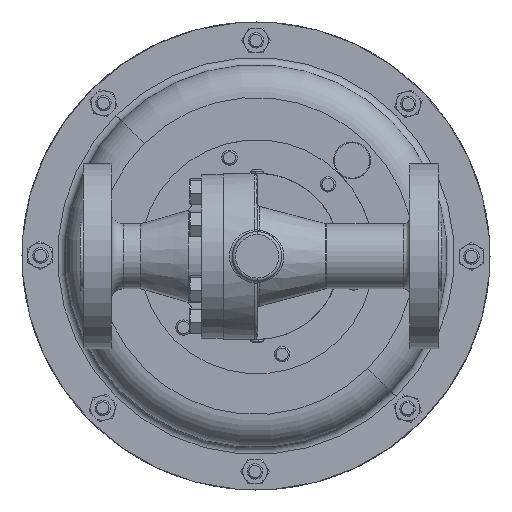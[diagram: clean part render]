
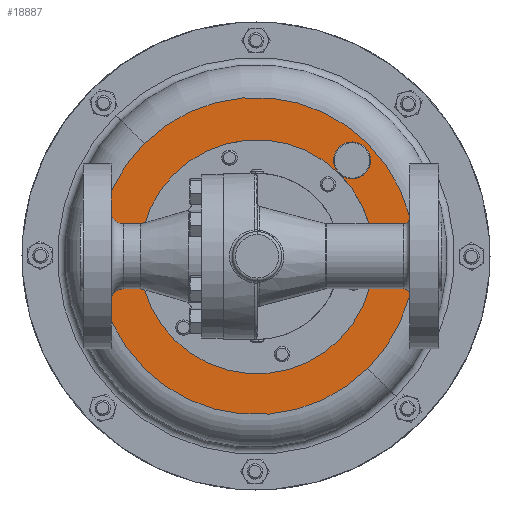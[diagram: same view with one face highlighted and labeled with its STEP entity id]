
A CAD part, front view. The second image highlights one B-rep face of the part: STEP entity #18887.
In plain terms, the highlighted planar face has unit normal (0, -1, 0).
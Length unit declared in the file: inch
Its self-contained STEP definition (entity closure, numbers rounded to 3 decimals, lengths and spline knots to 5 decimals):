
#86 = EDGE_CURVE ( 'NONE', #4829, #6756, #14132, .T. ) ;
#118 = VERTEX_POINT ( 'NONE', #7893 ) ;
#140 = CIRCLE ( 'NONE', #14250, 3.219 ) ;
#143 = ORIENTED_EDGE ( 'NONE', *, *, #13385, .F. ) ;
#383 = ORIENTED_EDGE ( 'NONE', *, *, #14984, .T. ) ;
#1887 = VERTEX_POINT ( 'NONE', #20143 ) ;
#2219 = EDGE_LOOP ( 'NONE', ( #7627, #143 ) ) ;
#2421 = CIRCLE ( 'NONE', #5839, 2.375 ) ;
#2754 = CARTESIAN_POINT ( 'NONE',  ( 1.49906, 9.12924, 6.36946 ) ) ;
#2757 = VERTEX_POINT ( 'NONE', #18662 ) ;
#3369 = DIRECTION ( 'NONE',  ( 0., 1., 0. ) ) ;
#3848 = CIRCLE ( 'NONE', #19578, 3.219 ) ;
#4522 = EDGE_LOOP ( 'NONE', ( #12788, #19035, #383, #8652, #17782, #7448 ) ) ;
#4829 = VERTEX_POINT ( 'NONE', #2754 ) ;
#5278 = AXIS2_PLACEMENT_3D ( 'NONE', #5783, #16898, #7514 ) ;
#5783 = CARTESIAN_POINT ( 'NONE',  ( 2.06037, 9.12924, 6.40329 ) ) ;
#5839 = AXIS2_PLACEMENT_3D ( 'NONE', #17113, #7707, #18708 ) ;
#6403 = CARTESIAN_POINT ( 'NONE',  ( -0.20494, 9.12924, 4.11636 ) ) ;
#6756 = VERTEX_POINT ( 'NONE', #19673 ) ;
#7448 = ORIENTED_EDGE ( 'NONE', *, *, #9633, .T. ) ;
#7514 = DIRECTION ( 'NONE',  ( 0.705, 0., -0.709 ) ) ;
#7627 = ORIENTED_EDGE ( 'NONE', *, *, #20015, .F. ) ;
#7707 = DIRECTION ( 'NONE',  ( 0., 1., 0. ) ) ;
#7893 = CARTESIAN_POINT ( 'NONE',  ( 1.48901, 9.12924, 2.45168 ) ) ;
#7981 = CARTESIAN_POINT ( 'NONE',  ( -0.20494, 9.12924, 4.11636 ) ) ;
#8030 = DIRECTION ( 'NONE',  ( -0.713, 0., 0.701 ) ) ;
#8584 = CARTESIAN_POINT ( 'NONE',  ( -0.22109, 9.12924, 4.13241 ) ) ;
#8652 = ORIENTED_EDGE ( 'NONE', *, *, #17685, .T. ) ;
#8667 = CARTESIAN_POINT ( 'NONE',  ( 2.04979, 9.12924, 1.85095 ) ) ;
#8827 = VERTEX_POINT ( 'NONE', #8667 ) ;
#9297 = CARTESIAN_POINT ( 'NONE',  ( -0.22109, 9.12924, 4.13241 ) ) ;
#9367 = CIRCLE ( 'NONE', #18957, 0.375 ) ;
#9445 = DIRECTION ( 'NONE',  ( -0.61, 0., 0.792 ) ) ;
#9503 = DIRECTION ( 'NONE',  ( 0., 1., 0. ) ) ;
#9514 = CARTESIAN_POINT ( 'NONE',  ( 1.72797, 9.12924, 6.07243 ) ) ;
#9563 = CARTESIAN_POINT ( 'NONE',  ( 1.72797, 9.12924, 6.07243 ) ) ;
#9587 = DIRECTION ( 'NONE',  ( -0.713, 0., 0.701 ) ) ;
#9633 = EDGE_CURVE ( 'NONE', #1887, #2757, #15803, .T. ) ;
#10184 = DIRECTION ( 'NONE',  ( -0.705, 0., 0.709 ) ) ;
#10887 = DIRECTION ( 'NONE',  ( -0.705, 0., 0.709 ) ) ;
#11038 = CIRCLE ( 'NONE', #20571, 0.375 ) ;
#11133 = DIRECTION ( 'NONE',  ( -0.61, 0., 0.792 ) ) ;
#11834 = VERTEX_POINT ( 'NONE', #18500 ) ;
#11976 = CIRCLE ( 'NONE', #18939, 2.375 ) ;
#12523 = VERTEX_POINT ( 'NONE', #14545 ) ;
#12693 = AXIS2_PLACEMENT_3D ( 'NONE', #6403, #17432, #8030 ) ;
#12788 = ORIENTED_EDGE ( 'NONE', *, *, #20109, .T. ) ;
#12972 = CARTESIAN_POINT ( 'NONE',  ( 1.72797, 9.12924, 6.07243 ) ) ;
#13385 = EDGE_CURVE ( 'NONE', #8827, #11834, #3848, .T. ) ;
#14132 = CIRCLE ( 'NONE', #19768, 0.375 ) ;
#14250 = AXIS2_PLACEMENT_3D ( 'NONE', #9297, #20280, #10887 ) ;
#14545 = CARTESIAN_POINT ( 'NONE',  ( 1.46762, 9.12924, 5.80254 ) ) ;
#14546 = DIRECTION ( 'NONE',  ( -0.61, 0., 0.792 ) ) ;
#14984 = EDGE_CURVE ( 'NONE', #6756, #12523, #9367, .T. ) ;
#15339 = PLANE ( 'NONE',  #5278 ) ;
#15475 = FACE_OUTER_BOUND ( 'NONE', #2219, .T. ) ;
#15803 = CIRCLE ( 'NONE', #12693, 2.375 ) ;
#16898 = DIRECTION ( 'NONE',  ( 0., -1., 0. ) ) ;
#17113 = CARTESIAN_POINT ( 'NONE',  ( -0.20494, 9.12924, 4.11636 ) ) ;
#17432 = DIRECTION ( 'NONE',  ( 0., 1., 0. ) ) ;
#17589 = EDGE_CURVE ( 'NONE', #118, #1887, #2421, .T. ) ;
#17685 = EDGE_CURVE ( 'NONE', #12523, #118, #11976, .T. ) ;
#17782 = ORIENTED_EDGE ( 'NONE', *, *, #17589, .T. ) ;
#18500 = CARTESIAN_POINT ( 'NONE',  ( -2.49197, 9.12924, 6.41387 ) ) ;
#18662 = CARTESIAN_POINT ( 'NONE',  ( 1.4612, 9.12924, 5.80888 ) ) ;
#18708 = DIRECTION ( 'NONE',  ( -0.713, 0., 0.701 ) ) ;
#18887 = ADVANCED_FACE ( 'NONE', ( #15475, #18909 ), #15339, .T. ) ;
#18909 = FACE_BOUND ( 'NONE', #4522, .T. ) ;
#18939 = AXIS2_PLACEMENT_3D ( 'NONE', #7981, #18967, #9587 ) ;
#18957 = AXIS2_PLACEMENT_3D ( 'NONE', #12972, #3369, #14546 ) ;
#18967 = DIRECTION ( 'NONE',  ( 0., 1., 0. ) ) ;
#19035 = ORIENTED_EDGE ( 'NONE', *, *, #86, .T. ) ;
#19573 = DIRECTION ( 'NONE',  ( 0., 1., 0. ) ) ;
#19578 = AXIS2_PLACEMENT_3D ( 'NONE', #8584, #19573, #10184 ) ;
#19673 = CARTESIAN_POINT ( 'NONE',  ( 1.95688, 9.12924, 5.7754 ) ) ;
#19768 = AXIS2_PLACEMENT_3D ( 'NONE', #9514, #9503, #9445 ) ;
#20015 = EDGE_CURVE ( 'NONE', #11834, #8827, #140, .T. ) ;
#20109 = EDGE_CURVE ( 'NONE', #2757, #4829, #11038, .T. ) ;
#20143 = CARTESIAN_POINT ( 'NONE',  ( -1.89889, 9.12924, 5.78104 ) ) ;
#20280 = DIRECTION ( 'NONE',  ( 0., 1., 0. ) ) ;
#20546 = DIRECTION ( 'NONE',  ( 0., 1., 0. ) ) ;
#20571 = AXIS2_PLACEMENT_3D ( 'NONE', #9563, #20546, #11133 ) ;
